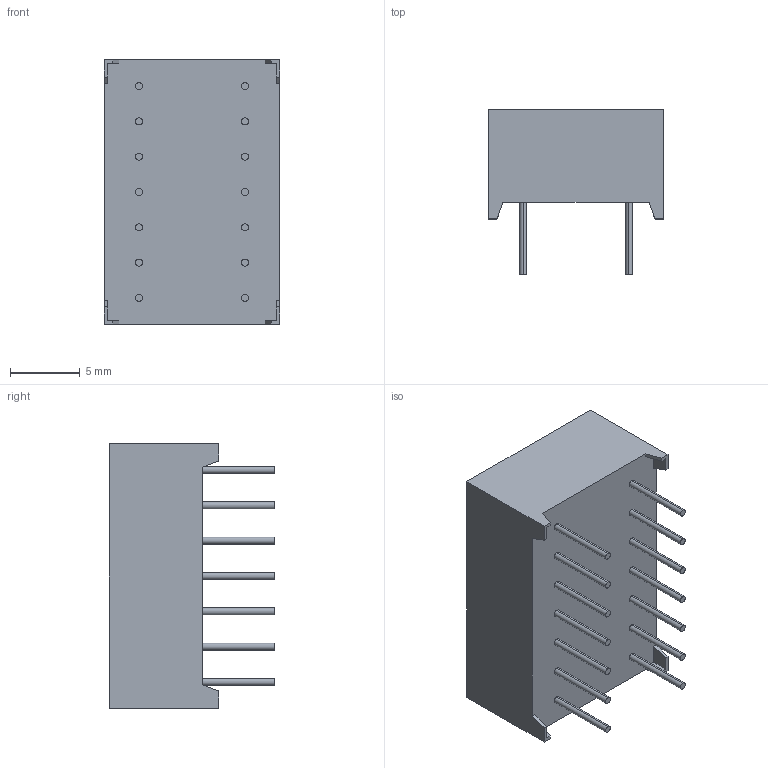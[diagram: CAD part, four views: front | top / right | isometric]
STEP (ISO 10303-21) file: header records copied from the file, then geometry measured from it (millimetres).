
FILE_DESCRIPTION (( 'STEP AP214' ), '1' );
FILE_NAME ('SX43.STEP', '2008-09-07T16:30:19', ( '' ), ( '' ), 'SwSTEP 2.0', 'SolidWorks 2008', '' );
FILE_SCHEMA (( 'AUTOMOTIVE_DESIGN' ));
Length unit declared in the file: millimetre
Products named in the file (1): SX43
Bounding box: 12.6 x 11.87 x 19 mm (x, y, z)
Volume: 1609.8 mm3; surface area: 1045 mm2
Topology: 1 solids, 1 shells, 392 faces, 1017 edges, 678 vertices
Faces by surface type: plane 244, bspline 116, cylinder 32
Entity records: 21608 total; most frequent: CARTESIAN_POINT 8476, ORIENTED_EDGE 2034, DIRECTION 1403, EDGE_CURVE 1017, LINE 721, VECTOR 721, VERTEX_POINT 678, EDGE_LOOP 443
